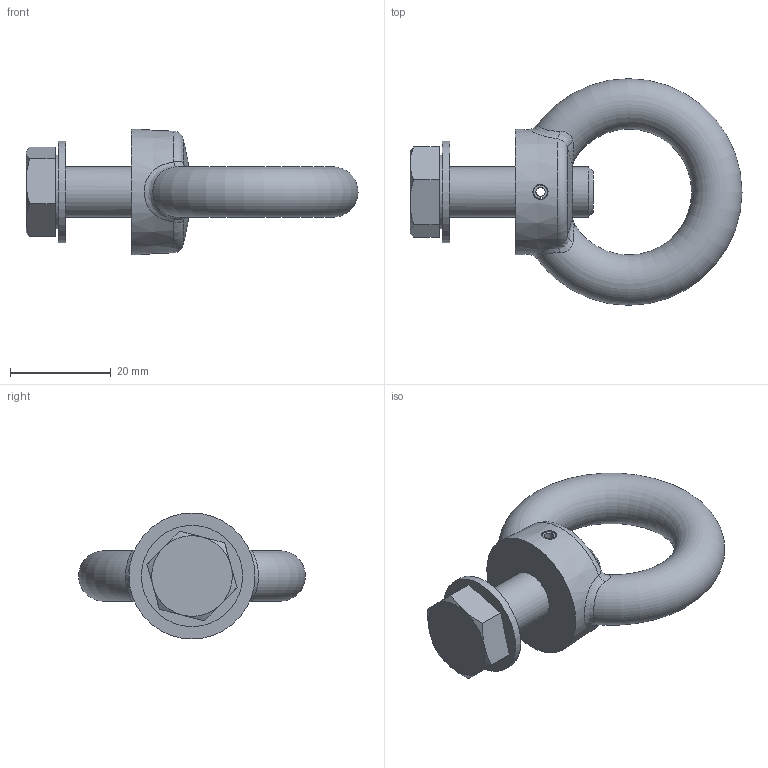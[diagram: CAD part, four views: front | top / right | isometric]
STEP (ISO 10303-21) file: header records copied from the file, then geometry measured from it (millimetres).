
FILE_DESCRIPTION(/* description */ ('Anneau M10 CE'),/* implementation_level */ '2;1');
FILE_NAME(/* name */ '8331.stp',/* time_stamp */ '2019-08-05T09:38:10+02:00',/* author */ ('DOMINIQUE'),/* organization */ (''),/* preprocessor_version */ 'ST-DEVELOPER v17.2',/* originating_system */ 'Autodesk Inventor 2019',/* authorisation */ '');
FILE_SCHEMA (('AUTOMOTIVE_DESIGN { 1 0 10303 214 3 1 1 }'));
Length unit declared in the file: millimetre
Products named in the file (1): 8331
Bounding box: 65.9 x 44.99 x 25 mm (x, y, z)
Volume: 14989.7 mm3; surface area: 6098.1 mm2
Topology: 1 solids, 1 shells, 54 faces, 137 edges, 89 vertices
Faces by surface type: plane 18, cone 12, bspline 12, cylinder 7, torus 5
Full cylindrical faces by diameter (mm): 3 x1, 10 x2, 10.4 x1, 14.63 x1, 20.1 x1
Entity records: 2246 total; most frequent: CARTESIAN_POINT 892, ORIENTED_EDGE 276, DIRECTION 234, EDGE_CURVE 138, AXIS2_PLACEMENT_3D 100, VERTEX_POINT 90, EDGE_LOOP 62, CIRCLE 57
